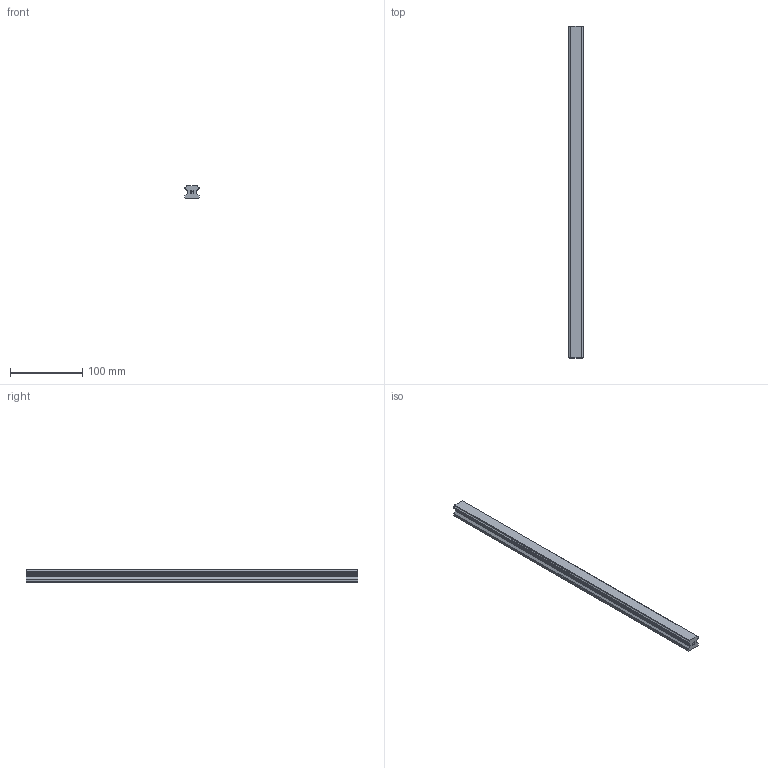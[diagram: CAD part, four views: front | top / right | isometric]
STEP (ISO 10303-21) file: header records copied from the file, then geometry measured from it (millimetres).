
FILE_DESCRIPTION(('STEP AP214'),'1');
FILE_NAME('cctmp_4CDEDE38-0978-45D3-A06E-6CE553A3355C_2021_01_21_15_36_39_0293..stp','2021-01-21T14:36:39',('HIWIN GmbH'),('CADClick - www.CADClick.com'),'Spatial InterOp 3D',' ','unknown authorization');
FILE_SCHEMA(('AUTOMOTIVE_DESIGN'));
Length unit declared in the file: millimetre
Products named in the file (1): HGR20T460C_FILE
Bounding box: 20 x 460 x 17.5 mm (x, y, z)
Volume: 135786.7 mm3; surface area: 37226.9 mm2
Topology: 1 solids, 1 shells, 139 faces, 383 edges, 242 vertices
Faces by surface type: plane 85, cylinder 38, cone 16
Entity records: 5409 total; most frequent: CARTESIAN_POINT 749, ORIENTED_EDGE 734, DIRECTION 723, EDGE_CURVE 367, LINE 291, VECTOR 291, VERTEX_POINT 242, AXIS2_PLACEMENT_3D 216
